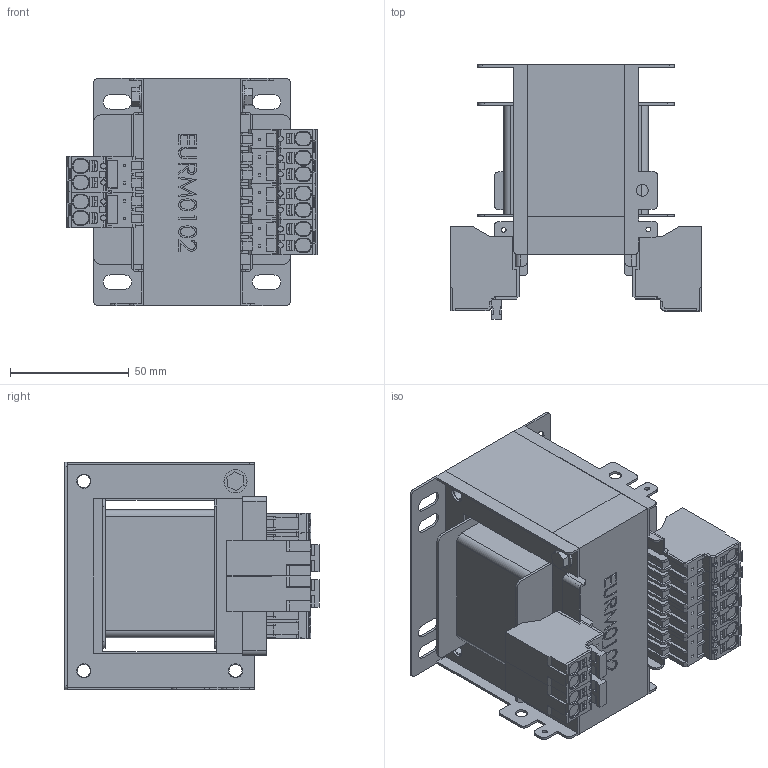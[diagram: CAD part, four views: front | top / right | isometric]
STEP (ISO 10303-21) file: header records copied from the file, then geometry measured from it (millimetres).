
FILE_DESCRIPTION (( 'STEP AP203' ), '1' );
FILE_NAME ('EURM0102.STEP', '2024-07-08T11:50:16', ( 'Utilisateur Windows' ), ( '' ), 'SwSTEP 2.0', 'SolidWorks 2023', '' );
FILE_SCHEMA (( 'CONFIG_CONTROL_DESIGN' ));
Length unit declared in the file: millimetre
Products named in the file (12): EURM0102; Conta clip PTKS Cavalier; Conta clip PTKS 4-3 Couvercle; Vis tete hexa M4; Tôle monophasée 80 x 96 - E - 41; Tôle monophasée 80 x 96 - I - 41; Conta clip PTKS 4-2; Conta clip PTKS 4-2 Couvercle; Rondelle M4; Cadre pour borne wago 80x96; Conta clip PTKS 4-1; Carcasse mono Ref 203
Assembly tree (22 placements, depth 2):
  EURM0102
    Cadre pour borne wago 80x96  x2
    Carcasse mono Ref 203
    Conta clip PTKS Cavalier  x2
    Conta clip PTKS 4-2  x5
    Conta clip PTKS 4-1
    Conta clip PTKS 4-2 Couvercle  x4
    Vis tete hexa M4  x2
    Rondelle M4  x2
    Tôle monophasée 80 x 96 - I - 41
    Tôle monophasée 80 x 96 - E - 41
    Conta clip PTKS 4-3 Couvercle
Bounding box: 105.6 x 107.3 x 96 mm (x, y, z)
Volume: 418165.4 mm3; surface area: 157112.6 mm2
Topology: 22 solids, 22 shells, 2933 faces, 8240 edges, 5447 vertices
Faces by surface type: plane 2118, cylinder 700, bspline 59, cone 44, torus 12
Entity records: 39424 total; most frequent: CARTESIAN_POINT 9501, ORIENTED_EDGE 6148, DIRECTION 5525, EDGE_CURVE 3074, LINE 2433, VECTOR 2433, VERTEX_POINT 2033, AXIS2_PLACEMENT_3D 1546
